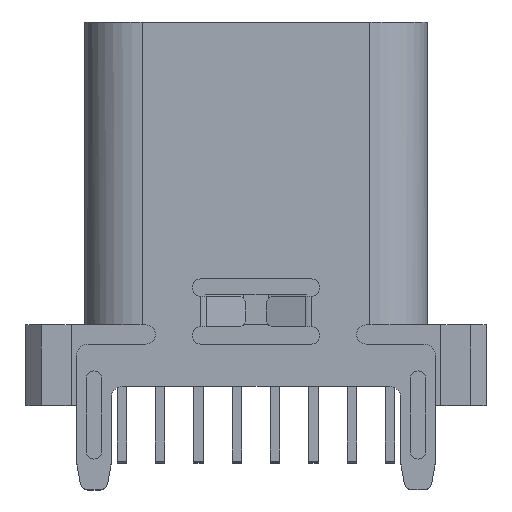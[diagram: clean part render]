
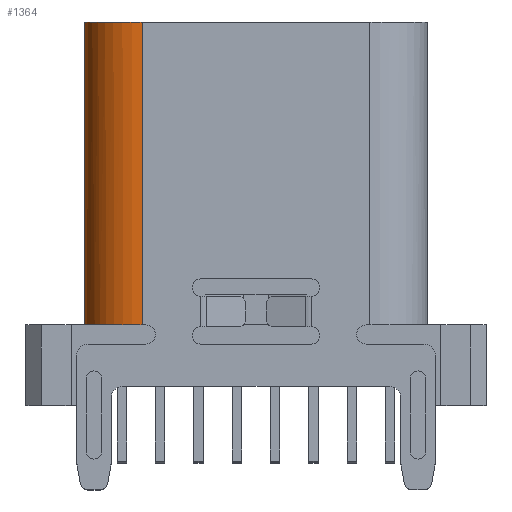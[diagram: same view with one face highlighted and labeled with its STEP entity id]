
A CAD part, top view. The second image highlights one B-rep face of the part: STEP entity #1364.
In plain terms, the highlighted cylindrical face has radius 1.5 mm (diameter 3 mm), a partial arc.
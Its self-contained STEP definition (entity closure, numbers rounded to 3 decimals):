
#1006 = VERTEX_POINT ( 'NONE', #10754 ) ;
#1037 = VERTEX_POINT ( 'NONE', #10497 ) ;
#1048 = VERTEX_POINT ( 'NONE', #10249 ) ;
#1364 = ADVANCED_FACE ( 'NONE', ( #9354 ), #9351, .T. ) ;
#1562 = CIRCLE ( 'NONE', #5393, 1.5 ) ;
#1983 = DIRECTION ( 'NONE',  ( 0., 0., -1. ) ) ;
#1984 = DIRECTION ( 'NONE',  ( 0., 1., 0. ) ) ;
#1985 = CARTESIAN_POINT ( 'NONE',  ( 1154.294, 273.497, -2.42 ) ) ;
#1987 = DIRECTION ( 'NONE',  ( 1., 0., 0. ) ) ;
#1988 = DIRECTION ( 'NONE',  ( 0., -1., 0. ) ) ;
#1989 = CARTESIAN_POINT ( 'NONE',  ( 1154.294, 273.497, -2.42 ) ) ;
#2039 = DIRECTION ( 'NONE',  ( 0., -1., 0. ) ) ;
#2040 = CARTESIAN_POINT ( 'NONE',  ( 1154.294, 288.497, -0.92 ) ) ;
#2369 = VERTEX_POINT ( 'NONE', #4089 ) ;
#2374 = VERTEX_POINT ( 'NONE', #4084 ) ;
#4084 = CARTESIAN_POINT ( 'NONE',  ( 1152.794, 273.497, -2.42 ) ) ;
#4089 = CARTESIAN_POINT ( 'NONE',  ( 1152.794, 281.397, -2.42 ) ) ;
#4794 = CARTESIAN_POINT ( 'NONE',  ( 1154.294, 288.497, -2.42 ) ) ;
#4798 = DIRECTION ( 'NONE',  ( 0., 0., -1. ) ) ;
#4799 = DIRECTION ( 'NONE',  ( 0., -1., 0. ) ) ;
#5093 = AXIS2_PLACEMENT_3D ( 'NONE', #4794, #4799, #4798 ) ;
#5362 = AXIS2_PLACEMENT_3D ( 'NONE', #1989, #1988, #1987 ) ;
#5363 = AXIS2_PLACEMENT_3D ( 'NONE', #1985, #1984, #1983 ) ;
#5393 = AXIS2_PLACEMENT_3D ( 'NONE', #13341, #13342, #13343 ) ;
#6400 = LINE ( 'NONE', #13445, #6427 ) ;
#6427 = VECTOR ( 'NONE', #13438, 1000. ) ;
#7029 = EDGE_CURVE ( 'NONE', #1048, #1037, #9618, .T. ) ;
#7050 = EDGE_CURVE ( 'NONE', #1006, #2374, #9583, .T. ) ;
#7051 = EDGE_CURVE ( 'NONE', #1006, #1037, #9592, .T. ) ;
#7710 = EDGE_CURVE ( 'NONE', #1048, #2369, #1562, .T. ) ;
#7753 = EDGE_CURVE ( 'NONE', #2369, #2374, #6400, .T. ) ;
#9351 = CYLINDRICAL_SURFACE ( 'NONE', #5093, 1.5 ) ;
#9354 = FACE_OUTER_BOUND ( 'NONE', #11638, .T. ) ;
#9583 = CIRCLE ( 'NONE', #5362, 1.5 ) ;
#9592 = CIRCLE ( 'NONE', #5363, 1.5 ) ;
#9615 = VECTOR ( 'NONE', #2039, 1000. ) ;
#9618 = LINE ( 'NONE', #2040, #9615 ) ;
#10249 = CARTESIAN_POINT ( 'NONE',  ( 1154.294, 281.397, -0.92 ) ) ;
#10497 = CARTESIAN_POINT ( 'NONE',  ( 1154.294, 273.497, -0.92 ) ) ;
#10754 = CARTESIAN_POINT ( 'NONE',  ( 1153.355, 273.497, -1.25 ) ) ;
#11638 = EDGE_LOOP ( 'NONE', ( #14136, #14135, #14134, #14133, #14132 ) ) ;
#13341 = CARTESIAN_POINT ( 'NONE',  ( 1154.294, 281.397, -2.42 ) ) ;
#13342 = DIRECTION ( 'NONE',  ( 0., -1., 0. ) ) ;
#13343 = DIRECTION ( 'NONE',  ( 0., 0., -1. ) ) ;
#13438 = DIRECTION ( 'NONE',  ( 0., -1., 0. ) ) ;
#13445 = CARTESIAN_POINT ( 'NONE',  ( 1152.794, 288.497, -2.42 ) ) ;
#14132 = ORIENTED_EDGE ( 'NONE', *, *, #7051, .T. ) ;
#14133 = ORIENTED_EDGE ( 'NONE', *, *, #7050, .F. ) ;
#14134 = ORIENTED_EDGE ( 'NONE', *, *, #7753, .T. ) ;
#14135 = ORIENTED_EDGE ( 'NONE', *, *, #7710, .T. ) ;
#14136 = ORIENTED_EDGE ( 'NONE', *, *, #7029, .F. ) ;
